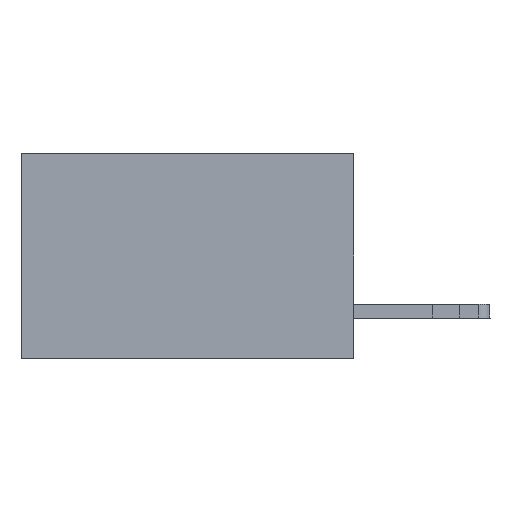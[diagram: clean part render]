
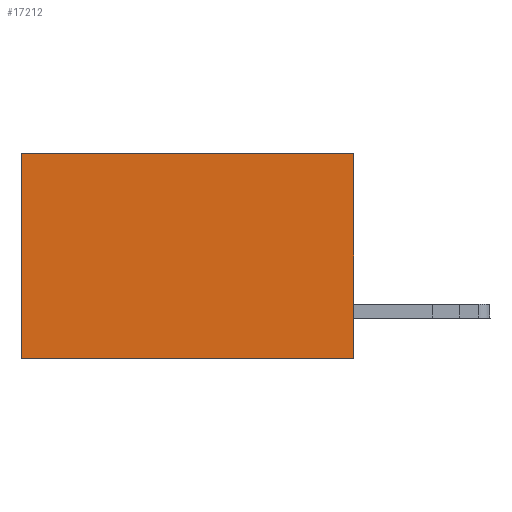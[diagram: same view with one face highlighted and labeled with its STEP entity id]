
A CAD part, left-side view. The second image highlights one B-rep face of the part: STEP entity #17212.
In plain terms, the highlighted planar face has unit normal (-1, 0, 0).
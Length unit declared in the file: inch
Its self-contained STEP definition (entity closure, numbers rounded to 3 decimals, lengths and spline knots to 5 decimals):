
#1199 = LINE ( 'NONE', #5684, #24864 ) ;
#1303 = VECTOR ( 'NONE', #16650, 39.37008 ) ;
#1408 = EDGE_CURVE ( 'NONE', #3094, #5953, #18324, .T. ) ;
#2696 = EDGE_CURVE ( 'NONE', #10957, #3094, #9550, .T. ) ;
#3094 = VERTEX_POINT ( 'NONE', #7360 ) ;
#5676 = CARTESIAN_POINT ( 'NONE',  ( 0.2875, 0., -0.37 ) ) ;
#5684 = CARTESIAN_POINT ( 'NONE',  ( 0.2875, 0., 0. ) ) ;
#5788 = CARTESIAN_POINT ( 'NONE',  ( 0.2875, 0., 0. ) ) ;
#5953 = VERTEX_POINT ( 'NONE', #6878 ) ;
#6878 = CARTESIAN_POINT ( 'NONE',  ( 0.2875, 0.6, -0.37 ) ) ;
#7360 = CARTESIAN_POINT ( 'NONE',  ( 0.2875, 0.6, 0. ) ) ;
#9550 = LINE ( 'NONE', #5788, #13549 ) ;
#9773 = EDGE_CURVE ( 'NONE', #10957, #13239, #1199, .T. ) ;
#10440 = CARTESIAN_POINT ( 'NONE',  ( 0.2875, 0.6, 0. ) ) ;
#10957 = VERTEX_POINT ( 'NONE', #13595 ) ;
#11926 = FACE_OUTER_BOUND ( 'NONE', #25365, .T. ) ;
#12581 = ORIENTED_EDGE ( 'NONE', *, *, #22513, .F. ) ;
#13239 = VERTEX_POINT ( 'NONE', #22761 ) ;
#13549 = VECTOR ( 'NONE', #20172, 39.37008 ) ;
#13595 = CARTESIAN_POINT ( 'NONE',  ( 0.2875, 0., 0. ) ) ;
#14388 = DIRECTION ( 'NONE',  ( 0., 0., -1. ) ) ;
#15531 = ORIENTED_EDGE ( 'NONE', *, *, #1408, .T. ) ;
#16650 = DIRECTION ( 'NONE',  ( 0., 1., 0. ) ) ;
#17212 = ADVANCED_FACE ( 'NONE', ( #11926 ), #24049, .F. ) ;
#17742 = DIRECTION ( 'NONE',  ( 0., 0., -1. ) ) ;
#17818 = DIRECTION ( 'NONE',  ( 1., 0., 0. ) ) ;
#18324 = LINE ( 'NONE', #10440, #23293 ) ;
#18883 = AXIS2_PLACEMENT_3D ( 'NONE', #19755, #17818, #26624 ) ;
#19755 = CARTESIAN_POINT ( 'NONE',  ( 0.2875, 0., 0. ) ) ;
#20172 = DIRECTION ( 'NONE',  ( 0., 1., 0. ) ) ;
#22513 = EDGE_CURVE ( 'NONE', #13239, #5953, #25958, .T. ) ;
#22761 = CARTESIAN_POINT ( 'NONE',  ( 0.2875, 0., -0.37 ) ) ;
#23053 = ORIENTED_EDGE ( 'NONE', *, *, #2696, .T. ) ;
#23293 = VECTOR ( 'NONE', #14388, 39.37008 ) ;
#24049 = PLANE ( 'NONE',  #18883 ) ;
#24864 = VECTOR ( 'NONE', #17742, 39.37008 ) ;
#25365 = EDGE_LOOP ( 'NONE', ( #15531, #12581, #26882, #23053 ) ) ;
#25958 = LINE ( 'NONE', #5676, #1303 ) ;
#26624 = DIRECTION ( 'NONE',  ( 0., 0., -1. ) ) ;
#26882 = ORIENTED_EDGE ( 'NONE', *, *, #9773, .F. ) ;
